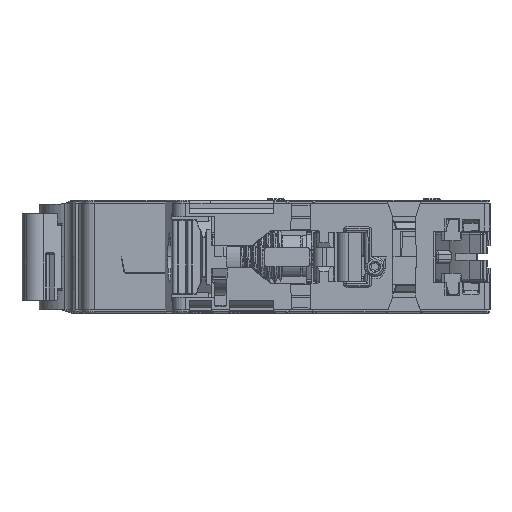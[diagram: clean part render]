
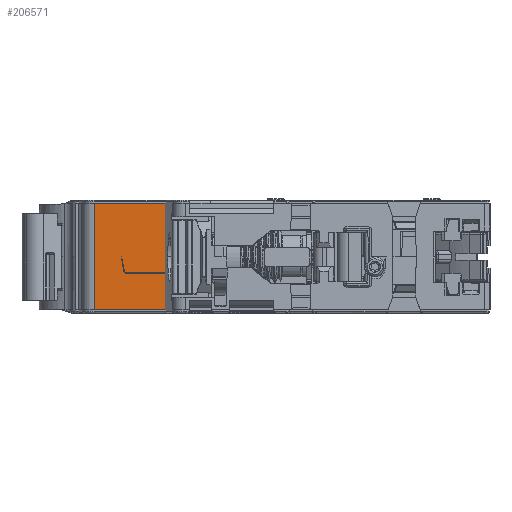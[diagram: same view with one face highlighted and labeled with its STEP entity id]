
A CAD part, left-side view. The second image highlights one B-rep face of the part: STEP entity #206571.
In plain terms, the highlighted planar face has unit normal (-1, 0, 0).
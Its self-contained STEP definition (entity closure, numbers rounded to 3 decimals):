
#22204=DIRECTION('',(0.,-1.,0.));
#22205=VECTOR('',#22204,10.935);
#22206=CARTESIAN_POINT('',(-22.5,-2.065,-60.4));
#22207=LINE('',#22206,#22205);
#49869=DIRECTION('',(0.,0.,1.));
#49870=VECTOR('',#49869,5.7);
#49871=CARTESIAN_POINT('',(-22.5,-13.,-60.4));
#49872=LINE('',#49871,#49870);
#50044=DIRECTION('',(0.,-1.,0.));
#50045=VECTOR('',#50044,10.935);
#50046=CARTESIAN_POINT('',(-22.5,-2.065,-43.9));
#50047=LINE('',#50046,#50045);
#50048=DIRECTION('',(0.,0.,-1.));
#50049=VECTOR('',#50048,10.7);
#50050=CARTESIAN_POINT('',(-22.5,-13.,-43.9));
#50051=LINE('',#50050,#50049);
#50052=DIRECTION('',(0.,1.,0.));
#50053=VECTOR('',#50052,6.048);
#50054=CARTESIAN_POINT('',(-22.5,-13.,-54.6));
#50055=LINE('',#50054,#50053);
#50056=CARTESIAN_POINT('',(-22.5,-6.952,-54.3));
#50057=DIRECTION('',(1.,0.,0.));
#50058=DIRECTION('',(0.,0.,-1.));
#50059=AXIS2_PLACEMENT_3D('',#50056,#50057,#50058);
#50061=DIRECTION('',(0.,0.174,0.985));
#50062=VECTOR('',#50061,2.185);
#50063=CARTESIAN_POINT('',(-22.5,-6.656,-54.352));
#50064=LINE('',#50063,#50062);
#50065=DIRECTION('',(0.,1.,0.));
#50066=VECTOR('',#50065,0.072);
#50067=CARTESIAN_POINT('',(-22.5,-6.277,-52.2));
#50068=LINE('',#50067,#50066);
#50069=DIRECTION('',(0.,-0.174,-0.985));
#50070=VECTOR('',#50069,2.287);
#50071=CARTESIAN_POINT('',(-22.5,-6.205,-52.2));
#50072=LINE('',#50071,#50070);
#50073=CARTESIAN_POINT('',(-22.5,-6.898,-54.4));
#50074=DIRECTION('',(-1.,0.,0.));
#50075=DIRECTION('',(0.,0.985,-0.174));
#50076=AXIS2_PLACEMENT_3D('',#50073,#50074,#50075);
#50078=DIRECTION('',(0.,-1.,0.));
#50079=VECTOR('',#50078,6.102);
#50080=CARTESIAN_POINT('',(-22.5,-6.898,-54.7));
#50081=LINE('',#50080,#50079);
#50086=DIRECTION('',(0.,0.,-1.));
#50087=VECTOR('',#50086,16.5);
#50088=CARTESIAN_POINT('',(-22.5,-2.065,-43.9));
#50089=LINE('',#50088,#50087);
#107035=CARTESIAN_POINT('',(-22.5,-6.205,-52.2));
#107036=VERTEX_POINT('',#107035);
#107037=CARTESIAN_POINT('',(-22.5,-6.277,-52.2));
#107038=VERTEX_POINT('',#107037);
#114725=CARTESIAN_POINT('',(-22.5,-2.065,-60.4));
#114726=VERTEX_POINT('',#114725);
#114727=CARTESIAN_POINT('',(-22.5,-13.,-60.4));
#114728=VERTEX_POINT('',#114727);
#119282=CARTESIAN_POINT('',(-22.5,-13.,-43.9));
#119283=VERTEX_POINT('',#119282);
#119284=CARTESIAN_POINT('',(-22.5,-2.065,-43.9));
#119285=VERTEX_POINT('',#119284);
#120131=CARTESIAN_POINT('',(-22.5,-13.,-54.6));
#120132=VERTEX_POINT('',#120131);
#120133=CARTESIAN_POINT('',(-22.5,-6.952,-54.6));
#120134=VERTEX_POINT('',#120133);
#120135=CARTESIAN_POINT('',(-22.5,-6.656,-54.352));
#120136=VERTEX_POINT('',#120135);
#120137=CARTESIAN_POINT('',(-22.5,-6.602,-54.452));
#120138=VERTEX_POINT('',#120137);
#120139=CARTESIAN_POINT('',(-22.5,-6.898,-54.7));
#120140=VERTEX_POINT('',#120139);
#120141=CARTESIAN_POINT('',(-22.5,-13.,-54.7));
#120142=VERTEX_POINT('',#120141);
#206548=CARTESIAN_POINT('',(-22.5,-13.,-52.2));
#206549=DIRECTION('',(-1.,0.,0.));
#206550=DIRECTION('',(0.,1.,0.));
#206551=AXIS2_PLACEMENT_3D('',#206548,#206549,#206550);
#206552=PLANE('',#206551);
#206554=ORIENTED_EDGE('',*,*,#206553,.F.);
#206555=ORIENTED_EDGE('',*,*,#186702,.T.);
#206556=ORIENTED_EDGE('',*,*,#206245,.T.);
#206558=ORIENTED_EDGE('',*,*,#206557,.T.);
#206560=ORIENTED_EDGE('',*,*,#206559,.T.);
#206562=ORIENTED_EDGE('',*,*,#206561,.T.);
#206563=ORIENTED_EDGE('',*,*,#206493,.T.);
#206564=ORIENTED_EDGE('',*,*,#206516,.T.);
#206565=ORIENTED_EDGE('',*,*,#206535,.T.);
#206566=ORIENTED_EDGE('',*,*,#206445,.T.);
#206567=ORIENTED_EDGE('',*,*,#206250,.F.);
#206568=ORIENTED_EDGE('',*,*,#164972,.F.);
#206569=EDGE_LOOP('',(#206554,#206555,#206556,#206558,#206560,#206562,#206563,
#206564,#206565,#206566,#206567,#206568));
#206570=FACE_OUTER_BOUND('',#206569,.F.);
#206571=ADVANCED_FACE('',(#206570),#206552,.T.);
#50060=CIRCLE('',#50059,0.3);
#50077=CIRCLE('',#50076,0.3);
#164972=EDGE_CURVE('',#114726,#114728,#22207,.T.);
#186702=EDGE_CURVE('',#119285,#119283,#50047,.T.);
#206245=EDGE_CURVE('',#119283,#120132,#50051,.T.);
#206250=EDGE_CURVE('',#114728,#120142,#49872,.T.);
#206445=EDGE_CURVE('',#120140,#120142,#50081,.T.);
#206493=EDGE_CURVE('',#107038,#107036,#50068,.T.);
#206516=EDGE_CURVE('',#107036,#120138,#50072,.T.);
#206535=EDGE_CURVE('',#120138,#120140,#50077,.T.);
#206553=EDGE_CURVE('',#119285,#114726,#50089,.T.);
#206557=EDGE_CURVE('',#120132,#120134,#50055,.T.);
#206559=EDGE_CURVE('',#120134,#120136,#50060,.T.);
#206561=EDGE_CURVE('',#120136,#107038,#50064,.T.);
